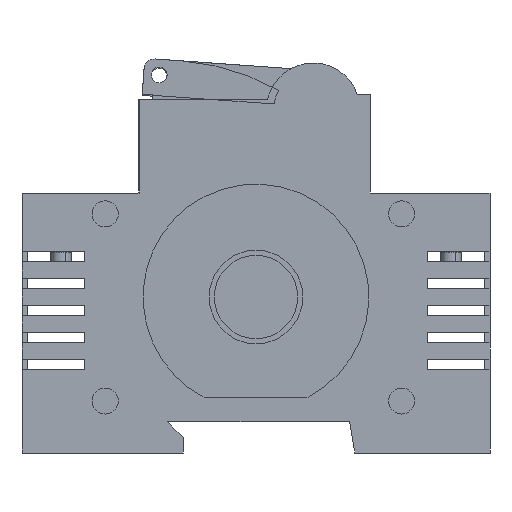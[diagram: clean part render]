
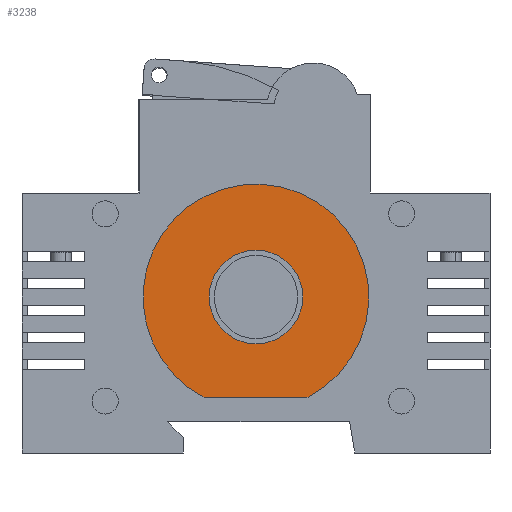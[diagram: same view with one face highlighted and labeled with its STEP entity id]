
A CAD part, left-side view. The second image highlights one B-rep face of the part: STEP entity #3238.
In plain terms, the highlighted planar face has unit normal (-1, 0, 0).
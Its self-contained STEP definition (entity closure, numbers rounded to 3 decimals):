
#3238=ADVANCED_FACE('',(#6716,#6717),#6718,.F.);
#6716=FACE_OUTER_BOUND('',#10764,.T.);
#6717=FACE_BOUND('',#10765,.T.);
#6718=PLANE('',#10766);
#10764=EDGE_LOOP('',(#20112,#20113,#20114));
#10765=EDGE_LOOP('',(#20115,#20116));
#10766=AXIS2_PLACEMENT_3D('',#20117,#20118,#20119);
#20112=ORIENTED_EDGE('',*,*,#27733,.T.);
#20113=ORIENTED_EDGE('',*,*,#27747,.T.);
#20114=ORIENTED_EDGE('',*,*,#27749,.T.);
#20115=ORIENTED_EDGE('',*,*,#27740,.F.);
#20116=ORIENTED_EDGE('',*,*,#27742,.F.);
#20117=CARTESIAN_POINT('',(0.5,45.,28.506));
#20118=DIRECTION('',(1.0,0.0,0.0));
#20119=DIRECTION('',(0.0,0.0,-1.0));
#27733=EDGE_CURVE('',#34168,#34165,#34169,.T.);
#27740=EDGE_CURVE('',#34179,#34175,#34181,.T.);
#27742=EDGE_CURVE('',#34175,#34179,#34183,.T.);
#27747=EDGE_CURVE('',#34165,#34188,#34190,.T.);
#27749=EDGE_CURVE('',#34188,#34168,#34192,.T.);
#34165=VERTEX_POINT('',#44481);
#34168=VERTEX_POINT('',#44485);
#34169=CIRCLE('',#44486,21.708);
#34175=VERTEX_POINT('',#44493);
#34179=VERTEX_POINT('',#44498);
#34181=CIRCLE('',#44501,9.0);
#34183=CIRCLE('',#44503,9.0);
#34188=VERTEX_POINT('',#44508);
#34190=CIRCLE('',#44511,21.708);
#34192=LINE('',#44513,#44514);
#44481=CARTESIAN_POINT('',(0.5,55.,49.268));
#44485=CARTESIAN_POINT('',(0.5,35.,10.732));
#44486=AXIS2_PLACEMENT_3D('',#51543,#51544,#51545);
#44493=CARTESIAN_POINT('',(0.5,36.,30.0));
#44498=CARTESIAN_POINT('',(0.5,54.,30.0));
#44501=AXIS2_PLACEMENT_3D('',#51555,#51556,#51557);
#44503=AXIS2_PLACEMENT_3D('',#51558,#51559,#51560);
#44508=CARTESIAN_POINT('',(0.5,55.,10.732));
#44511=AXIS2_PLACEMENT_3D('',#51568,#51569,#51570);
#44513=CARTESIAN_POINT('',(0.5,55.,10.732));
#44514=VECTOR('',#51571,1.0);
#51543=CARTESIAN_POINT('',(0.5,45.,30.0));
#51544=DIRECTION('',(-1.0,-0.0,0.0));
#51545=DIRECTION('',(0.0,-0.461,-0.888));
#51555=CARTESIAN_POINT('',(0.5,45.,30.0));
#51556=DIRECTION('',(-1.0,0.0,0.0));
#51557=DIRECTION('',(0.0,1.0,0.0));
#51558=CARTESIAN_POINT('',(0.5,45.,30.0));
#51559=DIRECTION('',(-1.0,0.0,0.0));
#51560=DIRECTION('',(0.0,1.0,0.0));
#51568=CARTESIAN_POINT('',(0.5,45.,30.0));
#51569=DIRECTION('',(-1.0,-0.0,0.0));
#51570=DIRECTION('',(0.0,-0.461,-0.888));
#51571=DIRECTION('',(0.0,-1.0,0.0));
